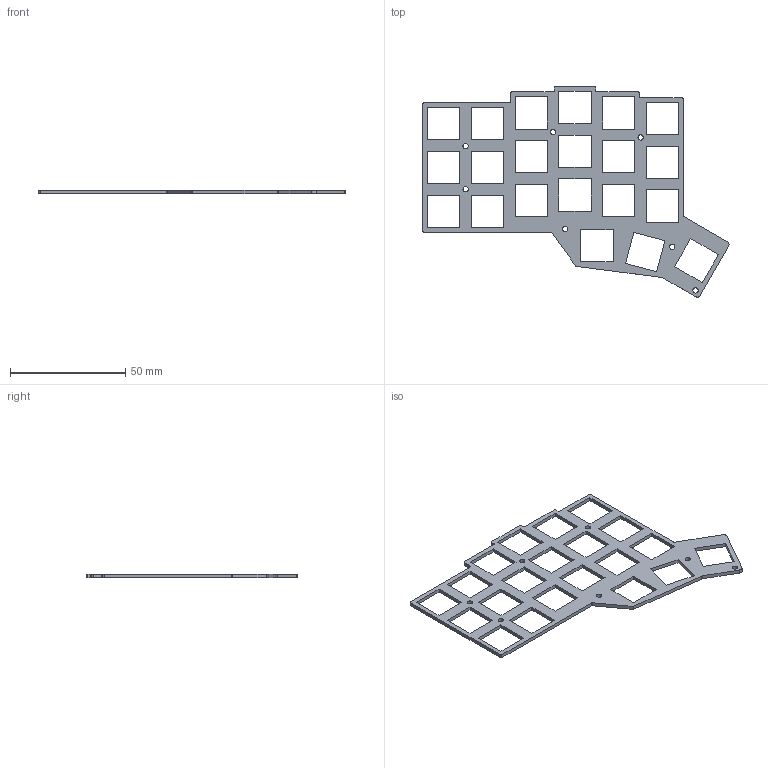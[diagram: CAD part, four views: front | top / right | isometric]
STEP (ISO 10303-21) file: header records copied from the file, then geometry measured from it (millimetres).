
FILE_DESCRIPTION(('KiCad electronic assembly'),'2;1');
FILE_NAME('OG_mounting_plate.step','2022-02-04T21:22:43',('Pcbnew'),( 'Kicad'),'Open CASCADE STEP processor 7.5','KiCad to STEP converter' ,'Unknown');
FILE_SCHEMA(('AUTOMOTIVE_DESIGN { 1 0 10303 214 1 1 1 1 }'));
Length unit declared in the file: millimetre
Products named in the file (2): OG_mounting_plate 1; OG_mounting_plate PCB
Assembly tree (1 placements, depth 2):
  OG_mounting_plate 1
    OG_mounting_plate PCB
Bounding box: 132.88 x 91.39 x 1.6 mm (x, y, z)
Volume: 6258.8 mm3; surface area: 10441.6 mm2
Topology: 1 solids, 1 shells, 127 faces, 375 edges, 250 vertices
Faces by surface type: plane 103, cylinder 24
Full cylindrical faces by diameter (mm): 2.3 x7
Entity records: 9375 total; most frequent: CARTESIAN_POINT 1792, DIRECTION 1383, LINE 1029, VECTOR 1029, ORIENTED_EDGE 750, PCURVE 750, DEFINITIONAL_REPRESENTATION 750, EDGE_CURVE 375
